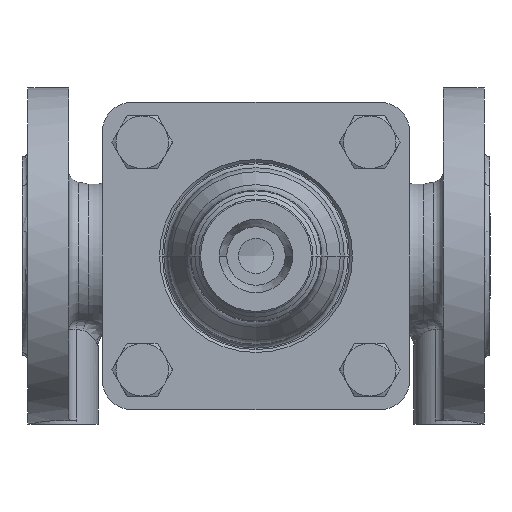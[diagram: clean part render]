
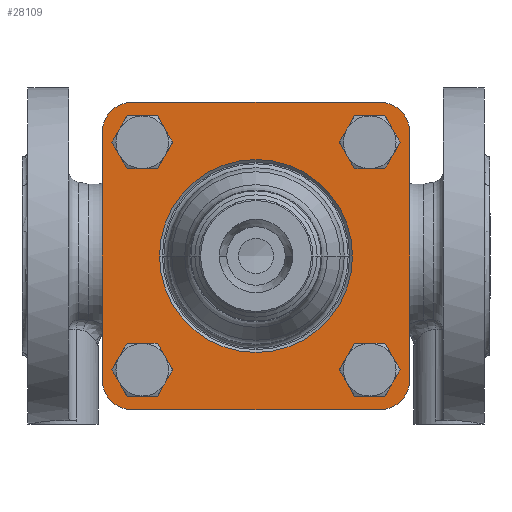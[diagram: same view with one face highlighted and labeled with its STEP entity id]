
A CAD part, front view. The second image highlights one B-rep face of the part: STEP entity #28109.
In plain terms, the highlighted planar face has unit normal (0, -1, 0).
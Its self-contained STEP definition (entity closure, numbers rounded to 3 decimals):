
#27660=CARTESIAN_POINT('',(-42.5,0.,42.5));
#27661=DIRECTION('',(0.,-1.,0.));
#27662=DIRECTION('',(0.,0.,1.));
#27663=AXIS2_PLACEMENT_3D('',#27660,#27661,#27662);
#27665=DIRECTION('',(1.,0.,0.));
#27666=VECTOR('',#27665,85.);
#27667=CARTESIAN_POINT('',(-42.5,0.,52.5));
#27668=LINE('',#27667,#27666);
#27669=CARTESIAN_POINT('',(42.5,0.,42.5));
#27670=DIRECTION('',(0.,-1.,0.));
#27671=DIRECTION('',(1.,0.,0.));
#27672=AXIS2_PLACEMENT_3D('',#27669,#27670,#27671);
#27674=DIRECTION('',(0.,0.,-1.));
#27675=VECTOR('',#27674,85.);
#27676=CARTESIAN_POINT('',(52.5,0.,42.5));
#27677=LINE('',#27676,#27675);
#27678=CARTESIAN_POINT('',(42.5,0.,-42.5));
#27679=DIRECTION('',(0.,-1.,0.));
#27680=DIRECTION('',(0.,0.,-1.));
#27681=AXIS2_PLACEMENT_3D('',#27678,#27679,#27680);
#27683=DIRECTION('',(-1.,0.,0.));
#27684=VECTOR('',#27683,85.);
#27685=CARTESIAN_POINT('',(42.5,0.,-52.5));
#27686=LINE('',#27685,#27684);
#27687=CARTESIAN_POINT('',(-42.5,0.,-42.5));
#27688=DIRECTION('',(0.,-1.,0.));
#27689=DIRECTION('',(-1.,0.,0.));
#27690=AXIS2_PLACEMENT_3D('',#27687,#27688,#27689);
#27692=DIRECTION('',(0.,0.,1.));
#27693=VECTOR('',#27692,85.);
#27694=CARTESIAN_POINT('',(-52.5,0.,-42.5));
#27695=LINE('',#27694,#27693);
#27696=CARTESIAN_POINT('',(0.,0.,
0.));
#27697=DIRECTION('',(0.,1.,0.));
#27698=DIRECTION('',(1.,0.,0.));
#27699=AXIS2_PLACEMENT_3D('',#27696,#27697,#27698);
#27701=CARTESIAN_POINT('',(0.,0.,
0.));
#27702=DIRECTION('',(0.,1.,0.));
#27703=DIRECTION('',(-1.,0.,0.));
#27704=AXIS2_PLACEMENT_3D('',#27701,#27702,#27703);
#27706=CARTESIAN_POINT('',(-38.891,0.,38.891));
#27707=DIRECTION('',(0.,-1.,0.));
#27708=DIRECTION('',(1.,0.,0.));
#27709=AXIS2_PLACEMENT_3D('',#27706,#27707,#27708);
#27711=CARTESIAN_POINT('',(-38.891,0.,38.891));
#27712=DIRECTION('',(0.,-1.,0.));
#27713=DIRECTION('',(-1.,0.,0.));
#27714=AXIS2_PLACEMENT_3D('',#27711,#27712,#27713);
#27716=CARTESIAN_POINT('',(38.891,0.,38.891));
#27717=DIRECTION('',(0.,-1.,0.));
#27718=DIRECTION('',(1.,0.,0.));
#27719=AXIS2_PLACEMENT_3D('',#27716,#27717,#27718);
#27721=CARTESIAN_POINT('',(38.891,0.,38.891));
#27722=DIRECTION('',(0.,-1.,0.));
#27723=DIRECTION('',(-1.,0.,0.));
#27724=AXIS2_PLACEMENT_3D('',#27721,#27722,#27723);
#27726=CARTESIAN_POINT('',(38.891,0.,-38.891));
#27727=DIRECTION('',(0.,-1.,0.));
#27728=DIRECTION('',(1.,0.,0.));
#27729=AXIS2_PLACEMENT_3D('',#27726,#27727,#27728);
#27731=CARTESIAN_POINT('',(38.891,0.,-38.891));
#27732=DIRECTION('',(0.,-1.,0.));
#27733=DIRECTION('',(-1.,0.,0.));
#27734=AXIS2_PLACEMENT_3D('',#27731,#27732,#27733);
#27736=CARTESIAN_POINT('',(-38.891,0.,-38.891));
#27737=DIRECTION('',(0.,-1.,0.));
#27738=DIRECTION('',(1.,0.,0.));
#27739=AXIS2_PLACEMENT_3D('',#27736,#27737,#27738);
#27741=CARTESIAN_POINT('',(-38.891,0.,-38.891));
#27742=DIRECTION('',(0.,-1.,0.));
#27743=DIRECTION('',(-1.,0.,0.));
#27744=AXIS2_PLACEMENT_3D('',#27741,#27742,#27743);
#27976=CARTESIAN_POINT('',(-42.5,0.,52.5));
#27977=CARTESIAN_POINT('',(-52.5,0.,42.5));
#27978=VERTEX_POINT('',#27976);
#27979=VERTEX_POINT('',#27977);
#27984=CARTESIAN_POINT('',(52.5,0.,42.5));
#27985=CARTESIAN_POINT('',(42.5,0.,52.5));
#27986=VERTEX_POINT('',#27984);
#27987=VERTEX_POINT('',#27985);
#27992=CARTESIAN_POINT('',(42.5,0.,-52.5));
#27993=CARTESIAN_POINT('',(52.5,0.,-42.5));
#27994=VERTEX_POINT('',#27992);
#27995=VERTEX_POINT('',#27993);
#28000=CARTESIAN_POINT('',(-52.5,0.,-42.5));
#28001=CARTESIAN_POINT('',(-42.5,0.,-52.5));
#28002=VERTEX_POINT('',#28000);
#28003=VERTEX_POINT('',#28001);
#28016=CARTESIAN_POINT('',(33.,0.,0.));
#28017=CARTESIAN_POINT('',(-33.,0.,
0.));
#28018=VERTEX_POINT('',#28016);
#28019=VERTEX_POINT('',#28017);
#28024=CARTESIAN_POINT('',(-31.891,0.,38.891));
#28025=CARTESIAN_POINT('',(-45.891,0.,38.891));
#28026=VERTEX_POINT('',#28024);
#28027=VERTEX_POINT('',#28025);
#28032=CARTESIAN_POINT('',(45.891,0.,38.891));
#28033=CARTESIAN_POINT('',(31.891,0.,38.891));
#28034=VERTEX_POINT('',#28032);
#28035=VERTEX_POINT('',#28033);
#28040=CARTESIAN_POINT('',(45.891,0.,-38.891));
#28041=CARTESIAN_POINT('',(31.891,0.,-38.891));
#28042=VERTEX_POINT('',#28040);
#28043=VERTEX_POINT('',#28041);
#28048=CARTESIAN_POINT('',(-31.891,0.,-38.891));
#28049=CARTESIAN_POINT('',(-45.891,0.,-38.891));
#28050=VERTEX_POINT('',#28048);
#28051=VERTEX_POINT('',#28049);
#28056=CARTESIAN_POINT('',(0.,0.,0.));
#28057=DIRECTION('',(0.,1.,0.));
#28058=DIRECTION('',(1.,0.,0.));
#28059=AXIS2_PLACEMENT_3D('',#28056,#28057,#28058);
#28060=PLANE('',#28059);
#28062=ORIENTED_EDGE('',*,*,#28061,.F.);
#28064=ORIENTED_EDGE('',*,*,#28063,.T.);
#28066=ORIENTED_EDGE('',*,*,#28065,.F.);
#28068=ORIENTED_EDGE('',*,*,#28067,.T.);
#28070=ORIENTED_EDGE('',*,*,#28069,.F.);
#28072=ORIENTED_EDGE('',*,*,#28071,.T.);
#28074=ORIENTED_EDGE('',*,*,#28073,.F.);
#28076=ORIENTED_EDGE('',*,*,#28075,.T.);
#28077=EDGE_LOOP('',(#28062,#28064,#28066,#28068,#28070,#28072,#28074,#28076));
#28078=FACE_OUTER_BOUND('',#28077,.F.);
#28080=ORIENTED_EDGE('',*,*,#28079,.F.);
#28082=ORIENTED_EDGE('',*,*,#28081,.F.);
#28083=EDGE_LOOP('',(#28080,#28082));
#28084=FACE_BOUND('',#28083,.F.);
#28086=ORIENTED_EDGE('',*,*,#28085,.T.);
#28088=ORIENTED_EDGE('',*,*,#28087,.T.);
#28089=EDGE_LOOP('',(#28086,#28088));
#28090=FACE_BOUND('',#28089,.F.);
#28092=ORIENTED_EDGE('',*,*,#28091,.T.);
#28094=ORIENTED_EDGE('',*,*,#28093,.T.);
#28095=EDGE_LOOP('',(#28092,#28094));
#28096=FACE_BOUND('',#28095,.F.);
#28098=ORIENTED_EDGE('',*,*,#28097,.T.);
#28100=ORIENTED_EDGE('',*,*,#28099,.T.);
#28101=EDGE_LOOP('',(#28098,#28100));
#28102=FACE_BOUND('',#28101,.F.);
#28104=ORIENTED_EDGE('',*,*,#28103,.T.);
#28106=ORIENTED_EDGE('',*,*,#28105,.T.);
#28107=EDGE_LOOP('',(#28104,#28106));
#28108=FACE_BOUND('',#28107,.F.);
#28109=ADVANCED_FACE('',(#28078,#28084,#28090,#28096,#28102,#28108),#28060,.F.);
#27664=CIRCLE('',#27663,10.);
#27673=CIRCLE('',#27672,10.);
#27682=CIRCLE('',#27681,10.);
#27691=CIRCLE('',#27690,10.);
#27700=CIRCLE('',#27699,33.);
#27705=CIRCLE('',#27704,33.);
#27710=CIRCLE('',#27709,7.);
#27715=CIRCLE('',#27714,7.);
#27720=CIRCLE('',#27719,7.);
#27725=CIRCLE('',#27724,7.);
#27730=CIRCLE('',#27729,7.);
#27735=CIRCLE('',#27734,7.);
#27740=CIRCLE('',#27739,7.);
#27745=CIRCLE('',#27744,7.);
#28061=EDGE_CURVE('',#27978,#27979,#27664,.T.);
#28063=EDGE_CURVE('',#27978,#27987,#27668,.T.);
#28065=EDGE_CURVE('',#27986,#27987,#27673,.T.);
#28067=EDGE_CURVE('',#27986,#27995,#27677,.T.);
#28069=EDGE_CURVE('',#27994,#27995,#27682,.T.);
#28071=EDGE_CURVE('',#27994,#28003,#27686,.T.);
#28073=EDGE_CURVE('',#28002,#28003,#27691,.T.);
#28075=EDGE_CURVE('',#28002,#27979,#27695,.T.);
#28079=EDGE_CURVE('',#28018,#28019,#27700,.T.);
#28081=EDGE_CURVE('',#28019,#28018,#27705,.T.);
#28085=EDGE_CURVE('',#28026,#28027,#27710,.T.);
#28087=EDGE_CURVE('',#28027,#28026,#27715,.T.);
#28091=EDGE_CURVE('',#28034,#28035,#27720,.T.);
#28093=EDGE_CURVE('',#28035,#28034,#27725,.T.);
#28097=EDGE_CURVE('',#28042,#28043,#27730,.T.);
#28099=EDGE_CURVE('',#28043,#28042,#27735,.T.);
#28103=EDGE_CURVE('',#28050,#28051,#27740,.T.);
#28105=EDGE_CURVE('',#28051,#28050,#27745,.T.);
